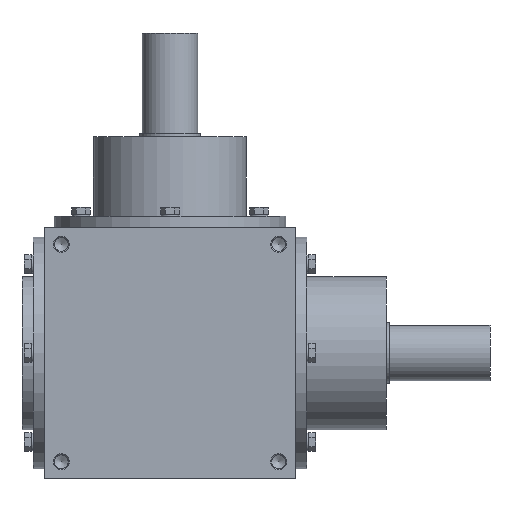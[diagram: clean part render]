
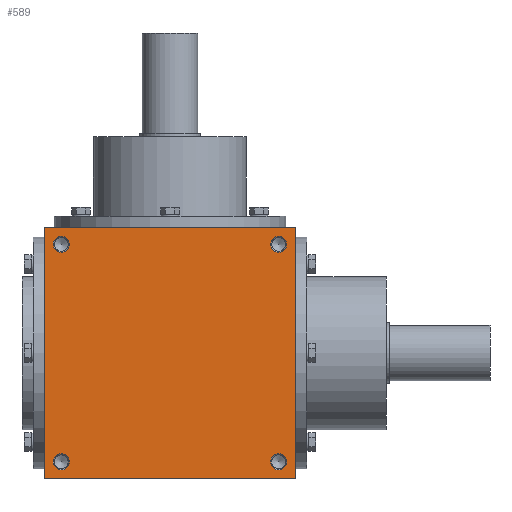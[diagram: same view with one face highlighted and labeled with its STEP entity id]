
A CAD part, front view. The second image highlights one B-rep face of the part: STEP entity #589.
In plain terms, the highlighted planar face has unit normal (0, -1, 0).
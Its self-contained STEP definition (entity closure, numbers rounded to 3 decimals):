
#589 = ADVANCED_FACE( '', ( #1170, #1171, #1172, #1173, #1174 ), #1175, .F. );
#1170 = FACE_BOUND( '', #1803, .T. );
#1171 = FACE_BOUND( '', #1804, .T. );
#1172 = FACE_BOUND( '', #1805, .T. );
#1173 = FACE_BOUND( '', #1806, .T. );
#1174 = FACE_OUTER_BOUND( '', #1807, .T. );
#1175 = PLANE( '', #1808 );
#1803 = EDGE_LOOP( '', ( #2753 ) );
#1804 = EDGE_LOOP( '', ( #2754 ) );
#1805 = EDGE_LOOP( '', ( #2755 ) );
#1806 = EDGE_LOOP( '', ( #2756 ) );
#1807 = EDGE_LOOP( '', ( #2757, #2758, #2759, #2760 ) );
#1808 = AXIS2_PLACEMENT_3D( '', #2761, #2762, #2763 );
#2753 = ORIENTED_EDGE( '', *, *, #3589, .T. );
#2754 = ORIENTED_EDGE( '', *, *, #3590, .T. );
#2755 = ORIENTED_EDGE( '', *, *, #3468, .F. );
#2756 = ORIENTED_EDGE( '', *, *, #3591, .F. );
#2757 = ORIENTED_EDGE( '', *, *, #3592, .T. );
#2758 = ORIENTED_EDGE( '', *, *, #3593, .F. );
#2759 = ORIENTED_EDGE( '', *, *, #3594, .F. );
#2760 = ORIENTED_EDGE( '', *, *, #3345, .T. );
#2761 = CARTESIAN_POINT( '', ( -125., -125., 125. ) );
#2762 = DIRECTION( '', ( 0., 1., 0. ) );
#2763 = DIRECTION( '', ( 0., 0., 1. ) );
#3345 = EDGE_CURVE( '', #3843, #3841, #3844, .T. );
#3468 = EDGE_CURVE( '', #4033, #4033, #4034, .T. );
#3589 = EDGE_CURVE( '', #4196, #4196, #4197, .T. );
#3590 = EDGE_CURVE( '', #4198, #4198, #4199, .T. );
#3591 = EDGE_CURVE( '', #4200, #4200, #4201, .T. );
#3592 = EDGE_CURVE( '', #3841, #4202, #4203, .T. );
#3593 = EDGE_CURVE( '', #4204, #4202, #4205, .T. );
#3594 = EDGE_CURVE( '', #3843, #4204, #4206, .T. );
#3841 = VERTEX_POINT( '', #4477 );
#3843 = VERTEX_POINT( '', #4480 );
#3844 = LINE( '', #4481, #4482 );
#4033 = VERTEX_POINT( '', #4714 );
#4034 = CIRCLE( '', #4715, 8. );
#4196 = VERTEX_POINT( '', #4998 );
#4197 = CIRCLE( '', #4999, 8. );
#4198 = VERTEX_POINT( '', #5000 );
#4199 = CIRCLE( '', #5001, 8. );
#4200 = VERTEX_POINT( '', #5002 );
#4201 = CIRCLE( '', #5003, 8. );
#4202 = VERTEX_POINT( '', #5004 );
#4203 = LINE( '', #5005, #5006 );
#4204 = VERTEX_POINT( '', #5007 );
#4205 = LINE( '', #5008, #5009 );
#4206 = LINE( '', #5010, #5011 );
#4477 = CARTESIAN_POINT( '', ( -125., -125., -125. ) );
#4480 = CARTESIAN_POINT( '', ( -125., -125., 125. ) );
#4481 = CARTESIAN_POINT( '', ( -125., -125., 125. ) );
#4482 = VECTOR( '', #5343, 1000. );
#4714 = CARTESIAN_POINT( '', ( 108., -125., -116. ) );
#4715 = AXIS2_PLACEMENT_3D( '', #5546, #5547, #5548 );
#4998 = CARTESIAN_POINT( '', ( -108., -125., -100. ) );
#4999 = AXIS2_PLACEMENT_3D( '', #5729, #5730, #5731 );
#5000 = CARTESIAN_POINT( '', ( -108., -125., 116. ) );
#5001 = AXIS2_PLACEMENT_3D( '', #5732, #5733, #5734 );
#5002 = CARTESIAN_POINT( '', ( 108., -125., 100. ) );
#5003 = AXIS2_PLACEMENT_3D( '', #5735, #5736, #5737 );
#5004 = CARTESIAN_POINT( '', ( 125., -125., -125. ) );
#5005 = CARTESIAN_POINT( '', ( -125., -125., -125. ) );
#5006 = VECTOR( '', #5738, 1000. );
#5007 = CARTESIAN_POINT( '', ( 125., -125., 125. ) );
#5008 = CARTESIAN_POINT( '', ( 125., -125., 125. ) );
#5009 = VECTOR( '', #5739, 1000. );
#5010 = CARTESIAN_POINT( '', ( -125., -125., 125. ) );
#5011 = VECTOR( '', #5740, 1000. );
#5343 = DIRECTION( '', ( 0., 0., -1. ) );
#5546 = CARTESIAN_POINT( '', ( 108., -125., -108. ) );
#5547 = DIRECTION( '', ( 0., -1., 0. ) );
#5548 = DIRECTION( '', ( 0., 0., -1. ) );
#5729 = CARTESIAN_POINT( '', ( -108., -125., -108. ) );
#5730 = DIRECTION( '', ( 0., 1., 0. ) );
#5731 = DIRECTION( '', ( 0., 0., 1. ) );
#5732 = CARTESIAN_POINT( '', ( -108., -125., 108. ) );
#5733 = DIRECTION( '', ( 0., 1., 0. ) );
#5734 = DIRECTION( '', ( 0., 0., 1. ) );
#5735 = CARTESIAN_POINT( '', ( 108., -125., 108. ) );
#5736 = DIRECTION( '', ( 0., -1., 0. ) );
#5737 = DIRECTION( '', ( 0., 0., -1. ) );
#5738 = DIRECTION( '', ( 1., 0., 0. ) );
#5739 = DIRECTION( '', ( 0., 0., -1. ) );
#5740 = DIRECTION( '', ( 1., 0., 0. ) );
